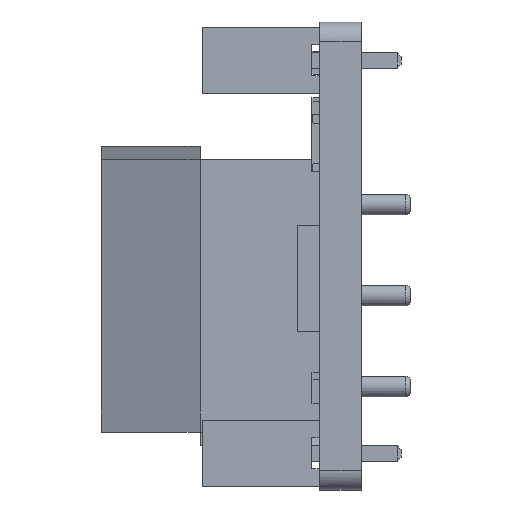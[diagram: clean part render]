
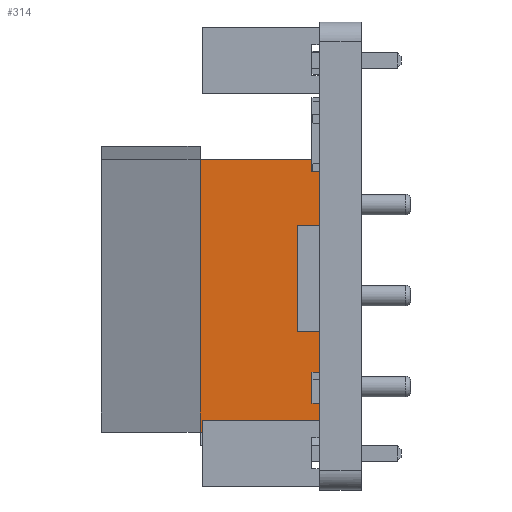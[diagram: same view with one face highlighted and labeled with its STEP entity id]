
A CAD part, left-side view. The second image highlights one B-rep face of the part: STEP entity #314.
In plain terms, the highlighted free-form (B-spline) face has degree [1, 1] with [2, 2] control points.
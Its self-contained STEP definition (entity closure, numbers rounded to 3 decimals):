
#290 = EDGE_CURVE('',#291,#293,#295,.T.);
#291 = VERTEX_POINT('',#292);
#292 = CARTESIAN_POINT('',(18.396,5.842,
    -18.982));
#293 = VERTEX_POINT('',#294);
#294 = CARTESIAN_POINT('',(18.396,5.842,
    -5.646));
#295 = B_SPLINE_CURVE_WITH_KNOTS('',1,(#296,#297),.UNSPECIFIED.,.F.,.F.,
  (2,2),(0.,10.5),.PIECEWISE_BEZIER_KNOTS.);
#296 = CARTESIAN_POINT('',(18.396,5.842,
    -18.982));
#297 = CARTESIAN_POINT('',(18.396,5.842,
    -5.646));
#314 = ADVANCED_FACE('',(#315),#337,.F.);
#315 = FACE_BOUND('',#316,.T.);
#316 = EDGE_LOOP('',(#317,#326,#331,#332));
#317 = ORIENTED_EDGE('',*,*,#318,.T.);
#318 = EDGE_CURVE('',#319,#321,#323,.T.);
#319 = VERTEX_POINT('',#320);
#320 = CARTESIAN_POINT('',(18.396,0.,
    -18.982));
#321 = VERTEX_POINT('',#322);
#322 = CARTESIAN_POINT('',(18.396,0.,
    -5.646));
#323 = B_SPLINE_CURVE_WITH_KNOTS('',1,(#324,#325),.UNSPECIFIED.,.F.,.F.,
  (2,2),(-10.5,0.),.PIECEWISE_BEZIER_KNOTS.);
#324 = CARTESIAN_POINT('',(18.396,0.,
    -18.982));
#325 = CARTESIAN_POINT('',(18.396,0.,
    -5.646));
#326 = ORIENTED_EDGE('',*,*,#327,.F.);
#327 = EDGE_CURVE('',#293,#321,#328,.T.);
#328 = B_SPLINE_CURVE_WITH_KNOTS('',1,(#329,#330),.UNSPECIFIED.,.F.,.F.,
  (2,2),(3.8,8.4),.PIECEWISE_BEZIER_KNOTS.);
#329 = CARTESIAN_POINT('',(18.396,5.842,
    -5.646));
#330 = CARTESIAN_POINT('',(18.396,0.,
    -5.646));
#331 = ORIENTED_EDGE('',*,*,#290,.F.);
#332 = ORIENTED_EDGE('',*,*,#333,.F.);
#333 = EDGE_CURVE('',#319,#291,#334,.T.);
#334 = B_SPLINE_CURVE_WITH_KNOTS('',1,(#335,#336),.UNSPECIFIED.,.F.,.F.,
  (2,2),(-8.4,-3.8),.PIECEWISE_BEZIER_KNOTS.);
#335 = CARTESIAN_POINT('',(18.396,0.,
    -18.982));
#336 = CARTESIAN_POINT('',(18.396,5.842,
    -18.982));
#337 = B_SPLINE_SURFACE_WITH_KNOTS('',1,1,(
    (#338,#339)
    ,(#340,#341
    )),.UNSPECIFIED.,.F.,.F.,.F.,(2,2),(2,2),(0.,10.5),(-8.4,-3.8),
  .PIECEWISE_BEZIER_KNOTS.);
#338 = CARTESIAN_POINT('',(18.396,0.,
    -5.646));
#339 = CARTESIAN_POINT('',(18.396,5.842,
    -5.646));
#340 = CARTESIAN_POINT('',(18.396,0.,
    -18.982));
#341 = CARTESIAN_POINT('',(18.396,5.842,
    -18.982));
